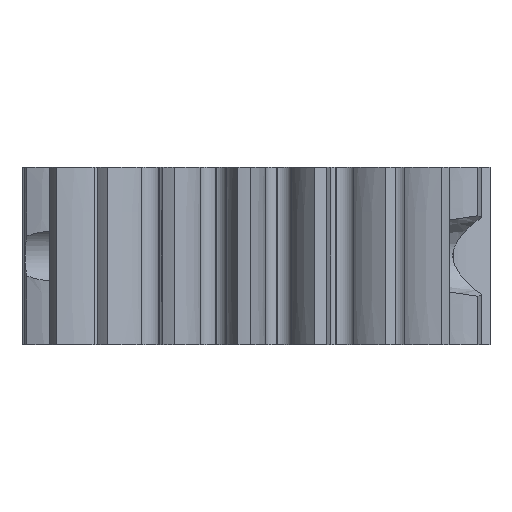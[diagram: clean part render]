
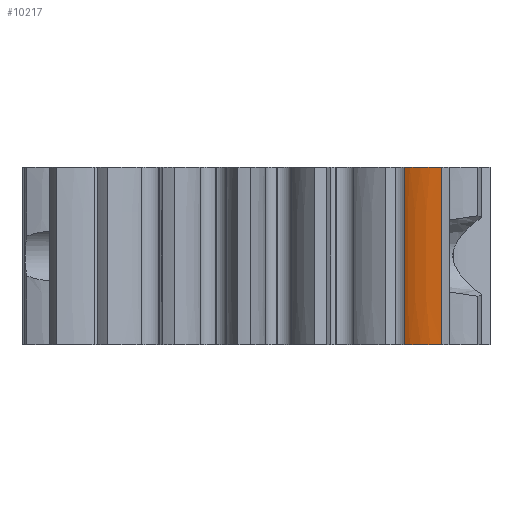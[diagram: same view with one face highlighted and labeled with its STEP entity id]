
A CAD part, front view. The second image highlights one B-rep face of the part: STEP entity #10217.
In plain terms, the highlighted face is a extrusion surface.
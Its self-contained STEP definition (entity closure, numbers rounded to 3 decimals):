
#78 = PLANE('',#79);
#79 = AXIS2_PLACEMENT_3D('',#80,#81,#82);
#80 = CARTESIAN_POINT('',(0.,0.,6.));
#81 = DIRECTION('',(0.,0.,1.));
#82 = DIRECTION('',(0.,1.,0.));
#136 = PLANE('',#137);
#137 = AXIS2_PLACEMENT_3D('',#138,#139,#140);
#138 = CARTESIAN_POINT('',(0.,0.,-6.));
#139 = DIRECTION('',(0.,0.,1.));
#140 = DIRECTION('',(0.,1.,0.));
#3549 = VERTEX_POINT('',#3550);
#3550 = CARTESIAN_POINT('',(10.076,-8.905,-6.));
#3569 = CYLINDRICAL_SURFACE('',#3570,0.9);
#3570 = AXIS2_PLACEMENT_3D('',#3571,#3572,#3573);
#3571 = CARTESIAN_POINT('',(9.497,-9.594,-6.));
#3572 = DIRECTION('',(0.,0.,-1.));
#3573 = DIRECTION('',(-0.704,0.711,0.));
#3581 = EDGE_CURVE('',#3549,#3582,#3584,.T.);
#3582 = VERTEX_POINT('',#3583);
#3583 = CARTESIAN_POINT('',(12.627,-9.663,-6.));
#3584 = SURFACE_CURVE('',#3585,(#3591,#3600),.PCURVE_S1.);
#3585 = B_SPLINE_CURVE_WITH_KNOTS('',4,(#3586,#3587,#3588,#3589,#3590),
  .UNSPECIFIED.,.F.,.F.,(5,5),(0.,1.),.PIECEWISE_BEZIER_KNOTS.);
#3586 = CARTESIAN_POINT('',(10.076,-8.905,-6.));
#3587 = CARTESIAN_POINT('',(10.213,-9.004,-6.));
#3588 = CARTESIAN_POINT('',(10.639,-9.275,-6.));
#3589 = CARTESIAN_POINT('',(11.451,-9.572,-6.));
#3590 = CARTESIAN_POINT('',(12.627,-9.663,-6.));
#3591 = PCURVE('',#136,#3592);
#3592 = DEFINITIONAL_REPRESENTATION('',(#3593),#3599);
#3593 = B_SPLINE_CURVE_WITH_KNOTS('',4,(#3594,#3595,#3596,#3597,#3598),
  .UNSPECIFIED.,.F.,.F.,(5,5),(0.,1.),.PIECEWISE_BEZIER_KNOTS.);
#3594 = CARTESIAN_POINT('',(-8.905,-10.076));
#3595 = CARTESIAN_POINT('',(-9.004,-10.213));
#3596 = CARTESIAN_POINT('',(-9.275,-10.639));
#3597 = CARTESIAN_POINT('',(-9.572,-11.451));
#3598 = CARTESIAN_POINT('',(-9.663,-12.627));
#3599 = ( GEOMETRIC_REPRESENTATION_CONTEXT(2) 
PARAMETRIC_REPRESENTATION_CONTEXT() REPRESENTATION_CONTEXT('2D SPACE',''
  ) );
#3600 = PCURVE('',#3601,#3610);
#3601 = SURFACE_OF_LINEAR_EXTRUSION('',#3602,#3608);
#3602 = B_SPLINE_CURVE_WITH_KNOTS('',4,(#3603,#3604,#3605,#3606,#3607),
  .UNSPECIFIED.,.F.,.F.,(5,5),(0.,1.),.PIECEWISE_BEZIER_KNOTS.);
#3603 = CARTESIAN_POINT('',(10.076,-8.905,-6.));
#3604 = CARTESIAN_POINT('',(10.213,-9.004,-6.));
#3605 = CARTESIAN_POINT('',(10.639,-9.275,-6.));
#3606 = CARTESIAN_POINT('',(11.451,-9.572,-6.));
#3607 = CARTESIAN_POINT('',(12.627,-9.663,-6.));
#3608 = VECTOR('',#3609,1.);
#3609 = DIRECTION('',(-0.,-0.,-1.));
#3610 = DEFINITIONAL_REPRESENTATION('',(#3611),#3615);
#3611 = LINE('',#3612,#3613);
#3612 = CARTESIAN_POINT('',(0.,0.));
#3613 = VECTOR('',#3614,1.);
#3614 = DIRECTION('',(1.,0.));
#3615 = ( GEOMETRIC_REPRESENTATION_CONTEXT(2) 
PARAMETRIC_REPRESENTATION_CONTEXT() REPRESENTATION_CONTEXT('2D SPACE',''
  ) );
#3634 = CYLINDRICAL_SURFACE('',#3635,15.9);
#3635 = AXIS2_PLACEMENT_3D('',#3636,#3637,#3638);
#3636 = CARTESIAN_POINT('',(0.001,0.002,-6.));
#3637 = DIRECTION('',(0.,0.,-1.));
#3638 = DIRECTION('',(0.794,-0.608,0.));
#7577 = VERTEX_POINT('',#7578);
#7578 = CARTESIAN_POINT('',(10.076,-8.905,6.));
#7604 = EDGE_CURVE('',#7577,#7605,#7607,.T.);
#7605 = VERTEX_POINT('',#7606);
#7606 = CARTESIAN_POINT('',(12.627,-9.663,6.));
#7607 = SURFACE_CURVE('',#7608,(#7614,#7623),.PCURVE_S1.);
#7608 = B_SPLINE_CURVE_WITH_KNOTS('',4,(#7609,#7610,#7611,#7612,#7613),
  .UNSPECIFIED.,.F.,.F.,(5,5),(0.,1.),.PIECEWISE_BEZIER_KNOTS.);
#7609 = CARTESIAN_POINT('',(10.076,-8.905,6.));
#7610 = CARTESIAN_POINT('',(10.213,-9.004,6.));
#7611 = CARTESIAN_POINT('',(10.639,-9.275,6.));
#7612 = CARTESIAN_POINT('',(11.451,-9.572,6.));
#7613 = CARTESIAN_POINT('',(12.627,-9.663,6.));
#7614 = PCURVE('',#78,#7615);
#7615 = DEFINITIONAL_REPRESENTATION('',(#7616),#7622);
#7616 = B_SPLINE_CURVE_WITH_KNOTS('',4,(#7617,#7618,#7619,#7620,#7621),
  .UNSPECIFIED.,.F.,.F.,(5,5),(0.,1.),.PIECEWISE_BEZIER_KNOTS.);
#7617 = CARTESIAN_POINT('',(-8.905,-10.076));
#7618 = CARTESIAN_POINT('',(-9.004,-10.213));
#7619 = CARTESIAN_POINT('',(-9.275,-10.639));
#7620 = CARTESIAN_POINT('',(-9.572,-11.451));
#7621 = CARTESIAN_POINT('',(-9.663,-12.627));
#7622 = ( GEOMETRIC_REPRESENTATION_CONTEXT(2) 
PARAMETRIC_REPRESENTATION_CONTEXT() REPRESENTATION_CONTEXT('2D SPACE',''
  ) );
#7623 = PCURVE('',#3601,#7624);
#7624 = DEFINITIONAL_REPRESENTATION('',(#7625),#7629);
#7625 = LINE('',#7626,#7627);
#7626 = CARTESIAN_POINT('',(0.,-12.));
#7627 = VECTOR('',#7628,1.);
#7628 = DIRECTION('',(1.,0.));
#7629 = ( GEOMETRIC_REPRESENTATION_CONTEXT(2) 
PARAMETRIC_REPRESENTATION_CONTEXT() REPRESENTATION_CONTEXT('2D SPACE',''
  ) );
#10167 = EDGE_CURVE('',#3582,#7605,#10168,.T.);
#10168 = SURFACE_CURVE('',#10169,(#10173,#10180),.PCURVE_S1.);
#10169 = LINE('',#10170,#10171);
#10170 = CARTESIAN_POINT('',(12.627,-9.663,-6.));
#10171 = VECTOR('',#10172,1.);
#10172 = DIRECTION('',(0.,0.,1.));
#10173 = PCURVE('',#3634,#10174);
#10174 = DEFINITIONAL_REPRESENTATION('',(#10175),#10179);
#10175 = LINE('',#10176,#10177);
#10176 = CARTESIAN_POINT('',(-0.,0.));
#10177 = VECTOR('',#10178,1.);
#10178 = DIRECTION('',(-0.,-1.));
#10179 = ( GEOMETRIC_REPRESENTATION_CONTEXT(2) 
PARAMETRIC_REPRESENTATION_CONTEXT() REPRESENTATION_CONTEXT('2D SPACE',''
  ) );
#10180 = PCURVE('',#3601,#10181);
#10181 = DEFINITIONAL_REPRESENTATION('',(#10182),#10186);
#10182 = LINE('',#10183,#10184);
#10183 = CARTESIAN_POINT('',(1.,0.));
#10184 = VECTOR('',#10185,1.);
#10185 = DIRECTION('',(0.,-1.));
#10186 = ( GEOMETRIC_REPRESENTATION_CONTEXT(2) 
PARAMETRIC_REPRESENTATION_CONTEXT() REPRESENTATION_CONTEXT('2D SPACE',''
  ) );
#10217 = ADVANCED_FACE('',(#10218),#3601,.F.);
#10218 = FACE_BOUND('',#10219,.F.);
#10219 = EDGE_LOOP('',(#10220,#10241,#10242,#10243));
#10220 = ORIENTED_EDGE('',*,*,#10221,.T.);
#10221 = EDGE_CURVE('',#3549,#7577,#10222,.T.);
#10222 = SURFACE_CURVE('',#10223,(#10227,#10234),.PCURVE_S1.);
#10223 = LINE('',#10224,#10225);
#10224 = CARTESIAN_POINT('',(10.076,-8.905,-6.));
#10225 = VECTOR('',#10226,1.);
#10226 = DIRECTION('',(0.,0.,1.));
#10227 = PCURVE('',#3601,#10228);
#10228 = DEFINITIONAL_REPRESENTATION('',(#10229),#10233);
#10229 = LINE('',#10230,#10231);
#10230 = CARTESIAN_POINT('',(0.,0.));
#10231 = VECTOR('',#10232,1.);
#10232 = DIRECTION('',(0.,-1.));
#10233 = ( GEOMETRIC_REPRESENTATION_CONTEXT(2) 
PARAMETRIC_REPRESENTATION_CONTEXT() REPRESENTATION_CONTEXT('2D SPACE',''
  ) );
#10234 = PCURVE('',#3569,#10235);
#10235 = DEFINITIONAL_REPRESENTATION('',(#10236),#10240);
#10236 = LINE('',#10237,#10238);
#10237 = CARTESIAN_POINT('',(1.479,0.));
#10238 = VECTOR('',#10239,1.);
#10239 = DIRECTION('',(0.,-1.));
#10240 = ( GEOMETRIC_REPRESENTATION_CONTEXT(2) 
PARAMETRIC_REPRESENTATION_CONTEXT() REPRESENTATION_CONTEXT('2D SPACE',''
  ) );
#10241 = ORIENTED_EDGE('',*,*,#7604,.T.);
#10242 = ORIENTED_EDGE('',*,*,#10167,.F.);
#10243 = ORIENTED_EDGE('',*,*,#3581,.F.);
